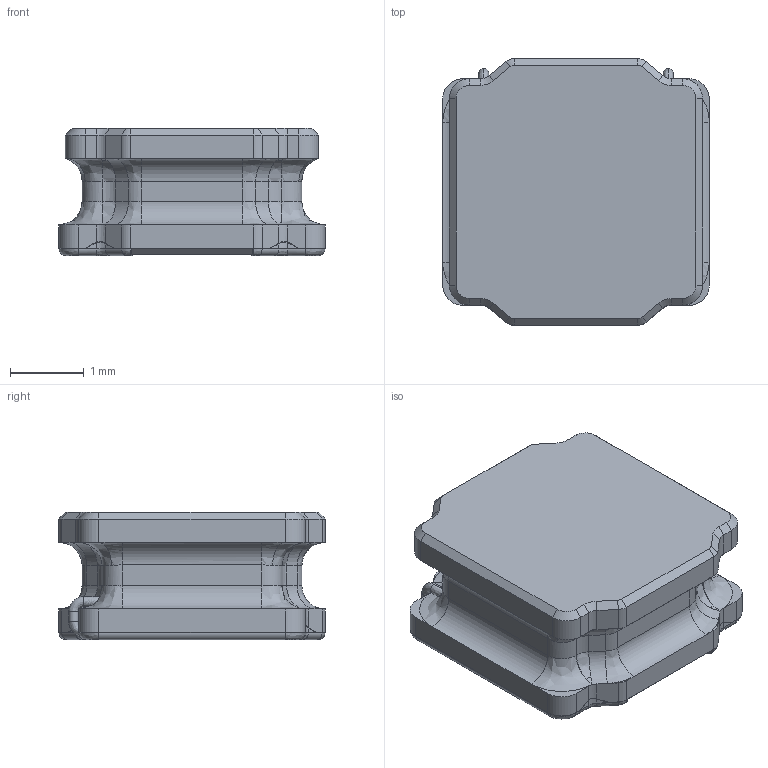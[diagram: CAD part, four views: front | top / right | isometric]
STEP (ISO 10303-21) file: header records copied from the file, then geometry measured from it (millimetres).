
FILE_DESCRIPTION(('Open CASCADE Model'),'2;1');
FILE_NAME('Open CASCADE Shape Model','2026-01-10T17:49:38',('Author'),( 'Open CASCADE'),'Open CASCADE STEP processor 7.9','Open CASCADE 7.9' ,'Unknown');
FILE_SCHEMA(('AUTOMOTIVE_DESIGN { 1 0 10303 214 1 1 1 1 }'));
Length unit declared in the file: millimetre
Products named in the file (1): SOLID
Bounding box: 3.6 x 3.6 x 1.72 mm (x, y, z)
Volume: 17.4 mm3; surface area: 47.8 mm2
Topology: 1 solids, 1 shells, 523 faces, 1338 edges, 826 vertices
Faces by surface type: bspline 523
Entity records: 19508 total; most frequent: CARTESIAN_POINT 7983, ORIENTED_EDGE 2664, EDGE_CURVE 1332, B_SPLINE_CURVE_WITH_KNOTS 1065, VERTEX_POINT 826, FACE_BOUND 542, EDGE_LOOP 542, PRESENTATION_STYLE_ASSIGNMENT 524
